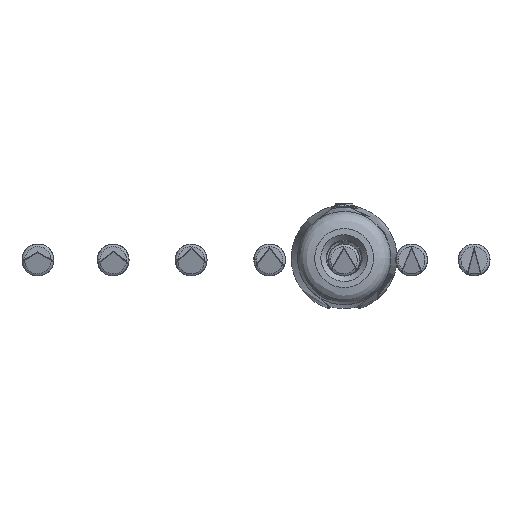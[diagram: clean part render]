
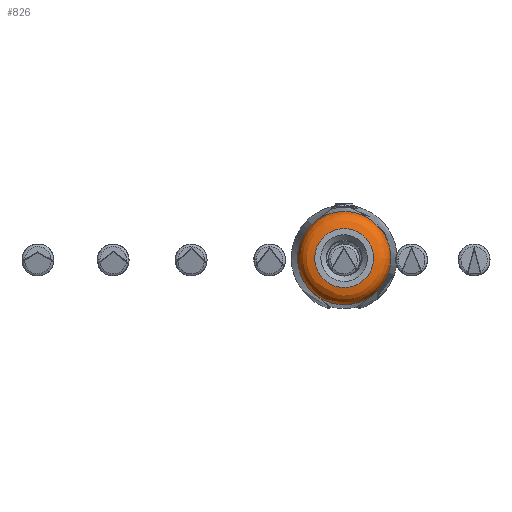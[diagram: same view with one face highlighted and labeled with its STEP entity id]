
A CAD part, left-side view. The second image highlights one B-rep face of the part: STEP entity #826.
In plain terms, the highlighted free-form (B-spline) face has degree [2, 2] with [7, 3] control points.
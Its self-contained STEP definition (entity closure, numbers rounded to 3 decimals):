
#106 = VERTEX_POINT('',#107);
#107 = CARTESIAN_POINT('',(50.004,7.419,0.165
    ));
#112 = EDGE_CURVE('',#106,#106,#113,.T.);
#113 = ( BOUNDED_CURVE() B_SPLINE_CURVE(2,(#114,#115,#116,#117,#118,#119
,#120),.UNSPECIFIED.,.T.,.F.) B_SPLINE_CURVE_WITH_KNOTS((1,2,2,2,2,1),(
    -2.094,0.,2.094,4.189,6.283,
8.378),.UNSPECIFIED.) CURVE() GEOMETRIC_REPRESENTATION_ITEM() 
RATIONAL_B_SPLINE_CURVE((1.,0.5,1.,0.5,1.,0.5,1.)) REPRESENTATION_ITEM(
  '') );
#114 = CARTESIAN_POINT('',(50.004,7.419,0.165
    ));
#115 = CARTESIAN_POINT('',(50.004,7.419,
    -7.031));
#116 = CARTESIAN_POINT('',(50.004,13.651,
    -3.433));
#117 = CARTESIAN_POINT('',(50.004,19.883,
    0.165));
#118 = CARTESIAN_POINT('',(50.004,13.651,
    3.763));
#119 = CARTESIAN_POINT('',(50.004,7.419,7.362
    ));
#120 = CARTESIAN_POINT('',(50.004,7.419,0.165
    ));
#826 = ADVANCED_FACE('',(#827),#849,.F.);
#827 = FACE_BOUND('',#828,.F.);
#828 = EDGE_LOOP('',(#829,#830,#838,#848));
#829 = ORIENTED_EDGE('',*,*,#112,.T.);
#830 = ORIENTED_EDGE('',*,*,#831,.T.);
#831 = EDGE_CURVE('',#106,#832,#834,.T.);
#832 = VERTEX_POINT('',#833);
#833 = CARTESIAN_POINT('',(48.598,8.953,0.165
    ));
#834 = ( BOUNDED_CURVE() B_SPLINE_CURVE(2,(#835,#836,#837),
.UNSPECIFIED.,.F.,.F.) B_SPLINE_CURVE_WITH_KNOTS((3,3),(1.658,
3.142),.PIECEWISE_BEZIER_KNOTS.) CURVE() 
GEOMETRIC_REPRESENTATION_ITEM() RATIONAL_B_SPLINE_CURVE((1.,
0.737,1.)) REPRESENTATION_ITEM('') );
#835 = CARTESIAN_POINT('',(50.004,7.419,0.165
    ));
#836 = CARTESIAN_POINT('',(48.598,7.542,0.165)
  );
#837 = CARTESIAN_POINT('',(48.598,8.953,0.165
    ));
#838 = ORIENTED_EDGE('',*,*,#839,.F.);
#839 = EDGE_CURVE('',#832,#832,#840,.T.);
#840 = ( BOUNDED_CURVE() B_SPLINE_CURVE(2,(#841,#842,#843,#844,#845,#846
,#847),.UNSPECIFIED.,.T.,.F.) B_SPLINE_CURVE_WITH_KNOTS((1,2,2,2,2,1),(
    -2.094,0.,2.094,4.189,6.283,
8.378),.UNSPECIFIED.) CURVE() GEOMETRIC_REPRESENTATION_ITEM() 
RATIONAL_B_SPLINE_CURVE((1.,0.5,1.,0.5,1.,0.5,1.)) REPRESENTATION_ITEM(
  '') );
#841 = CARTESIAN_POINT('',(48.598,8.953,0.165
    ));
#842 = CARTESIAN_POINT('',(48.598,8.953,
    -4.375));
#843 = CARTESIAN_POINT('',(48.598,12.884,
    -2.105));
#844 = CARTESIAN_POINT('',(48.598,16.815,
    0.165));
#845 = CARTESIAN_POINT('',(48.598,12.884,
    2.435));
#846 = CARTESIAN_POINT('',(48.598,8.953,4.705
    ));
#847 = CARTESIAN_POINT('',(48.598,8.953,0.165
    ));
#848 = ORIENTED_EDGE('',*,*,#831,.F.);
#849 = ( BOUNDED_SURFACE() B_SPLINE_SURFACE(2,2,(
    (#850,#851,#852)
    ,(#853,#854,#855)
    ,(#856,#857,#858)
    ,(#859,#860,#861)
    ,(#862,#863,#864)
    ,(#865,#866,#867)
    ,(#868,#869,#870
)),.UNSPECIFIED.,.T.,.F.,.F.) B_SPLINE_SURFACE_WITH_KNOTS((3,2,2,3),(3,3
    ),(0.,2.094,4.189,6.283),(1.658,
    3.142),.PIECEWISE_BEZIER_KNOTS.) 
GEOMETRIC_REPRESENTATION_ITEM() RATIONAL_B_SPLINE_SURFACE((
    (1.,0.737,1.)
    ,(0.5,0.369,0.5)
    ,(1.,0.737,1.)
    ,(0.5,0.369,0.5)
    ,(1.,0.737,1.)
    ,(0.5,0.369,0.5)
,(1.,0.737,1.))) REPRESENTATION_ITEM('') SURFACE() );
#850 = CARTESIAN_POINT('',(50.004,7.419,0.165
    ));
#851 = CARTESIAN_POINT('',(48.598,7.542,0.165)
  );
#852 = CARTESIAN_POINT('',(48.598,8.953,0.165
    ));
#853 = CARTESIAN_POINT('',(50.004,7.419,
    -7.031));
#854 = CARTESIAN_POINT('',(48.598,7.542,-6.818
    ));
#855 = CARTESIAN_POINT('',(48.598,8.953,
    -4.375));
#856 = CARTESIAN_POINT('',(50.004,13.651,
    -3.433));
#857 = CARTESIAN_POINT('',(48.598,13.589,
    -3.327));
#858 = CARTESIAN_POINT('',(48.598,12.884,
    -2.105));
#859 = CARTESIAN_POINT('',(50.004,19.883,
    0.165));
#860 = CARTESIAN_POINT('',(48.598,19.637,
    0.165));
#861 = CARTESIAN_POINT('',(48.598,16.815,
    0.165));
#862 = CARTESIAN_POINT('',(50.004,13.651,
    3.763));
#863 = CARTESIAN_POINT('',(48.598,13.589,
    3.657));
#864 = CARTESIAN_POINT('',(48.598,12.884,
    2.435));
#865 = CARTESIAN_POINT('',(50.004,7.419,7.362
    ));
#866 = CARTESIAN_POINT('',(48.598,7.542,7.149)
  );
#867 = CARTESIAN_POINT('',(48.598,8.953,4.705
    ));
#868 = CARTESIAN_POINT('',(50.004,7.419,0.165
    ));
#869 = CARTESIAN_POINT('',(48.598,7.542,0.165)
  );
#870 = CARTESIAN_POINT('',(48.598,8.953,0.165
    ));
